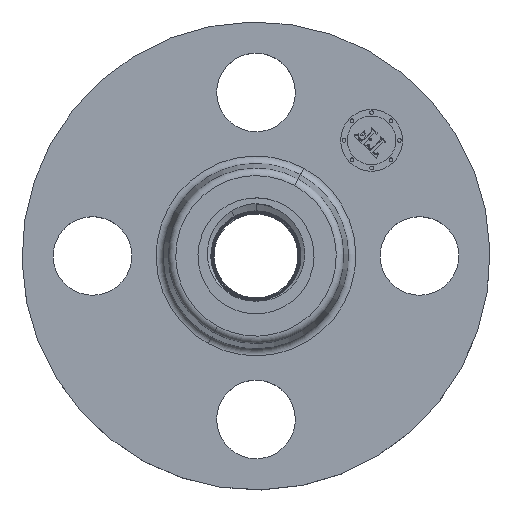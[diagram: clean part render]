
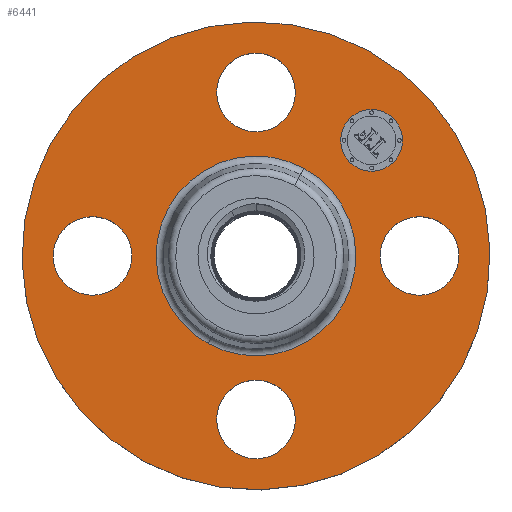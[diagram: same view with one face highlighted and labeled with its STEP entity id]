
A CAD part, top view. The second image highlights one B-rep face of the part: STEP entity #6441.
In plain terms, the highlighted planar face has unit normal (0, 0, 1).
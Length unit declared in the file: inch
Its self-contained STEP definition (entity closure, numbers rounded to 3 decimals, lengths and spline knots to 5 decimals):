
#365=AXIS2_PLACEMENT_3D('Circle Axis2P3D',#363,#364,$) ;
#382=AXIS2_PLACEMENT_3D('Circle Axis2P3D',#380,#381,$) ;
#415=AXIS2_PLACEMENT_3D('Circle Axis2P3D',#413,#414,$) ;
#439=AXIS2_PLACEMENT_3D('Circle Axis2P3D',#437,#438,$) ;
#456=AXIS2_PLACEMENT_3D('Circle Axis2P3D',#454,#455,$) ;
#491=AXIS2_PLACEMENT_3D('Circle Axis2P3D',#489,#490,$) ;
#728=AXIS2_PLACEMENT_3D('Circle Axis2P3D',#726,#727,$) ;
#740=AXIS2_PLACEMENT_3D('Circle Axis2P3D',#738,#739,$) ;
#771=AXIS2_PLACEMENT_3D('Circle Axis2P3D',#769,#770,$) ;
#783=AXIS2_PLACEMENT_3D('Circle Axis2P3D',#781,#782,$) ;
#814=AXIS2_PLACEMENT_3D('Circle Axis2P3D',#812,#813,$) ;
#826=AXIS2_PLACEMENT_3D('Circle Axis2P3D',#824,#825,$) ;
#6397=AXIS2_PLACEMENT_3D('Plane Axis2P3D',#6394,#6395,#6396) ;
#6425=AXIS2_PLACEMENT_3D('Circle Axis2P3D',#6423,#6424,$) ;
#6434=AXIS2_PLACEMENT_3D('Circle Axis2P3D',#6432,#6433,$) ;
#346=CARTESIAN_POINT('Vertex',(1.03356,0.15102,0.56)) ;
#360=CARTESIAN_POINT('Vertex',(1.58644,-0.15102,0.56)) ;
#363=CARTESIAN_POINT('Axis2P3D Location',(1.31,0.,0.56)) ;
#380=CARTESIAN_POINT('Axis2P3D Location',(1.31,0.,0.56)) ;
#410=CARTESIAN_POINT('Vertex',(-0.89892,-1.64547,0.56)) ;
#413=CARTESIAN_POINT('Axis2P3D Location',(0.,0.,0.56)) ;
#417=CARTESIAN_POINT('Vertex',(0.89892,1.64547,0.56)) ;
#437=CARTESIAN_POINT('Axis2P3D Location',(0.,0.,0.56)) ;
#454=CARTESIAN_POINT('Axis2P3D Location',(0.,0.,0.56)) ;
#458=CARTESIAN_POINT('Vertex',(0.38371,0.70237,0.56)) ;
#460=CARTESIAN_POINT('Vertex',(-0.38371,-0.70237,0.56)) ;
#489=CARTESIAN_POINT('Axis2P3D Location',(0.,0.,0.56)) ;
#716=CARTESIAN_POINT('Vertex',(-0.15102,1.03356,0.56)) ;
#723=CARTESIAN_POINT('Vertex',(0.15102,1.58644,0.56)) ;
#726=CARTESIAN_POINT('Axis2P3D Location',(0.,1.31,0.56)) ;
#738=CARTESIAN_POINT('Axis2P3D Location',(0.,1.31,0.56)) ;
#759=CARTESIAN_POINT('Vertex',(-1.03356,-0.15102,0.56)) ;
#766=CARTESIAN_POINT('Vertex',(-1.58644,0.15102,0.56)) ;
#769=CARTESIAN_POINT('Axis2P3D Location',(-1.31,0.,0.56)) ;
#781=CARTESIAN_POINT('Axis2P3D Location',(-1.31,0.,0.56)) ;
#802=CARTESIAN_POINT('Vertex',(0.15102,-1.03356,0.56)) ;
#809=CARTESIAN_POINT('Vertex',(-0.15102,-1.58644,0.56)) ;
#812=CARTESIAN_POINT('Axis2P3D Location',(0.,-1.31,0.56)) ;
#824=CARTESIAN_POINT('Axis2P3D Location',(0.,-1.31,0.56)) ;
#6394=CARTESIAN_POINT('Axis2P3D Location',(0.,1.875,0.56)) ;
#6423=CARTESIAN_POINT('Axis2P3D Location',(0.92631,0.92631,0.56)) ;
#6427=CARTESIAN_POINT('Vertex',(0.7513,1.10132,0.56)) ;
#6429=CARTESIAN_POINT('Vertex',(1.10132,0.7513,0.56)) ;
#6432=CARTESIAN_POINT('Axis2P3D Location',(0.92631,0.92631,0.56)) ;
#364=DIRECTION('Axis2P3D Direction',(0.,-0.,-0.039)) ;
#381=DIRECTION('Axis2P3D Direction',(0.,-0.,-0.039)) ;
#414=DIRECTION('Axis2P3D Direction',(0.,0.,-0.039)) ;
#438=DIRECTION('Axis2P3D Direction',(0.,0.,-0.039)) ;
#455=DIRECTION('Axis2P3D Direction',(0.,0.,-0.039)) ;
#490=DIRECTION('Axis2P3D Direction',(0.,0.,-0.039)) ;
#727=DIRECTION('Axis2P3D Direction',(0.,0.,-0.039)) ;
#739=DIRECTION('Axis2P3D Direction',(0.,0.,-0.039)) ;
#770=DIRECTION('Axis2P3D Direction',(-0.,0.,-0.039)) ;
#782=DIRECTION('Axis2P3D Direction',(-0.,0.,-0.039)) ;
#813=DIRECTION('Axis2P3D Direction',(0.,-0.,-0.039)) ;
#825=DIRECTION('Axis2P3D Direction',(0.,-0.,-0.039)) ;
#6395=DIRECTION('Axis2P3D Direction',(0.,0.,-0.039)) ;
#6396=DIRECTION('Axis2P3D XDirection',(0.039,0.,0.)) ;
#6424=DIRECTION('Axis2P3D Direction',(0.,0.,-0.039)) ;
#6433=DIRECTION('Axis2P3D Direction',(0.,0.,-0.039)) ;
#6400=ORIENTED_EDGE('',*,*,#441,.F.) ;
#6401=ORIENTED_EDGE('',*,*,#419,.F.) ;
#6404=ORIENTED_EDGE('',*,*,#367,.T.) ;
#6405=ORIENTED_EDGE('',*,*,#384,.T.) ;
#6408=ORIENTED_EDGE('',*,*,#493,.T.) ;
#6409=ORIENTED_EDGE('',*,*,#462,.T.) ;
#6412=ORIENTED_EDGE('',*,*,#828,.T.) ;
#6413=ORIENTED_EDGE('',*,*,#816,.T.) ;
#6416=ORIENTED_EDGE('',*,*,#785,.T.) ;
#6417=ORIENTED_EDGE('',*,*,#773,.T.) ;
#6420=ORIENTED_EDGE('',*,*,#742,.T.) ;
#6421=ORIENTED_EDGE('',*,*,#730,.T.) ;
#6438=ORIENTED_EDGE('',*,*,#6431,.T.) ;
#6439=ORIENTED_EDGE('',*,*,#6436,.T.) ;
#6406=FACE_BOUND('',#6403,.T.) ;
#6410=FACE_BOUND('',#6407,.T.) ;
#6414=FACE_BOUND('',#6411,.T.) ;
#6418=FACE_BOUND('',#6415,.T.) ;
#6422=FACE_BOUND('',#6419,.T.) ;
#6440=FACE_BOUND('',#6437,.T.) ;
#6441=ADVANCED_FACE('PartBody',(#6402,#6406,#6410,#6414,#6418,#6422,#6440),#6398,.F.) ;
#366=CIRCLE('generated circle',#365,0.315) ;
#383=CIRCLE('generated circle',#382,0.315) ;
#416=CIRCLE('generated circle',#415,1.875) ;
#440=CIRCLE('generated circle',#439,1.875) ;
#457=CIRCLE('generated circle',#456,0.80035) ;
#492=CIRCLE('generated circle',#491,0.80035) ;
#729=CIRCLE('generated circle',#728,0.315) ;
#741=CIRCLE('generated circle',#740,0.315) ;
#772=CIRCLE('generated circle',#771,0.315) ;
#784=CIRCLE('generated circle',#783,0.315) ;
#815=CIRCLE('generated circle',#814,0.315) ;
#827=CIRCLE('generated circle',#826,0.315) ;
#6426=CIRCLE('generated circle',#6425,0.2475) ;
#6435=CIRCLE('generated circle',#6434,0.2475) ;
#367=EDGE_CURVE('',#347,#361,#366,.T.) ;
#384=EDGE_CURVE('',#361,#347,#383,.T.) ;
#419=EDGE_CURVE('',#411,#418,#416,.T.) ;
#441=EDGE_CURVE('',#418,#411,#440,.T.) ;
#462=EDGE_CURVE('',#459,#461,#457,.T.) ;
#493=EDGE_CURVE('',#461,#459,#492,.T.) ;
#730=EDGE_CURVE('',#717,#724,#729,.T.) ;
#742=EDGE_CURVE('',#724,#717,#741,.T.) ;
#773=EDGE_CURVE('',#760,#767,#772,.T.) ;
#785=EDGE_CURVE('',#767,#760,#784,.T.) ;
#816=EDGE_CURVE('',#803,#810,#815,.T.) ;
#828=EDGE_CURVE('',#810,#803,#827,.T.) ;
#6431=EDGE_CURVE('',#6428,#6430,#6426,.T.) ;
#6436=EDGE_CURVE('',#6430,#6428,#6435,.T.) ;
#6399=EDGE_LOOP('',(#6400,#6401)) ;
#6403=EDGE_LOOP('',(#6404,#6405)) ;
#6407=EDGE_LOOP('',(#6408,#6409)) ;
#6411=EDGE_LOOP('',(#6412,#6413)) ;
#6415=EDGE_LOOP('',(#6416,#6417)) ;
#6419=EDGE_LOOP('',(#6420,#6421)) ;
#6437=EDGE_LOOP('',(#6438,#6439)) ;
#6402=FACE_OUTER_BOUND('',#6399,.T.) ;
#6398=PLANE('',#6397) ;
#347=VERTEX_POINT('',#346) ;
#361=VERTEX_POINT('',#360) ;
#411=VERTEX_POINT('',#410) ;
#418=VERTEX_POINT('',#417) ;
#459=VERTEX_POINT('',#458) ;
#461=VERTEX_POINT('',#460) ;
#717=VERTEX_POINT('',#716) ;
#724=VERTEX_POINT('',#723) ;
#760=VERTEX_POINT('',#759) ;
#767=VERTEX_POINT('',#766) ;
#803=VERTEX_POINT('',#802) ;
#810=VERTEX_POINT('',#809) ;
#6428=VERTEX_POINT('',#6427) ;
#6430=VERTEX_POINT('',#6429) ;
